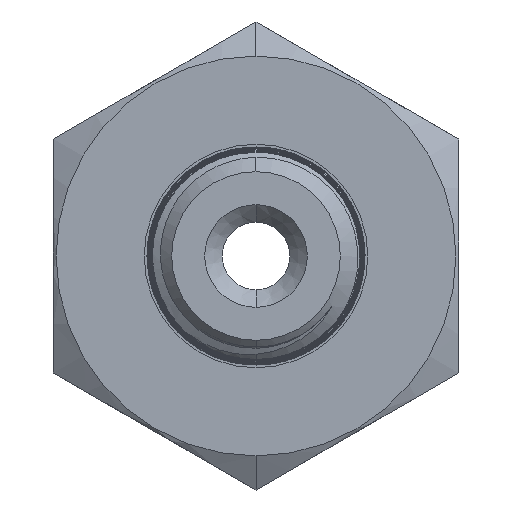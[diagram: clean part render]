
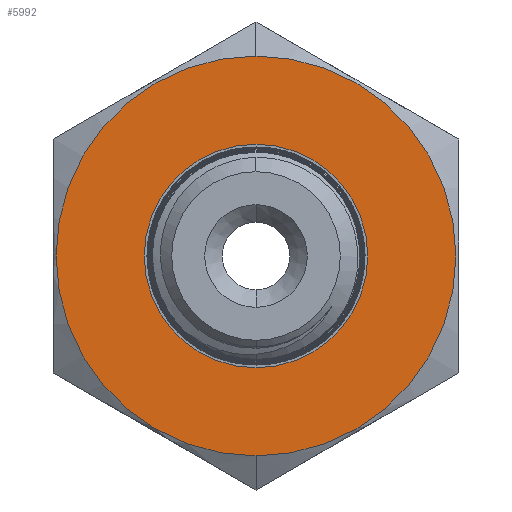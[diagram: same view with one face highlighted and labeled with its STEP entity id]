
A CAD part, left-side view. The second image highlights one B-rep face of the part: STEP entity #5992.
In plain terms, the highlighted planar face has unit normal (-1, 0, 0).
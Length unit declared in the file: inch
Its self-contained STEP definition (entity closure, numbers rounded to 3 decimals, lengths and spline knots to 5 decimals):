
#114 = CIRCLE ( 'NONE', #9390, 0.37 ) ;
#387 = DIRECTION ( 'NONE',  ( 0., -1., 0. ) ) ;
#393 = EDGE_CURVE ( 'NONE', #13127, #11154, #11264, .T. ) ;
#665 = CARTESIAN_POINT ( 'NONE',  ( -0.6325, 0., 0. ) ) ;
#1161 = CIRCLE ( 'NONE', #11817, 0.20675 ) ;
#1756 = CARTESIAN_POINT ( 'NONE',  ( -0.6325, 0., 0. ) ) ;
#1932 = DIRECTION ( 'NONE',  ( 0., 1., 0. ) ) ;
#2217 = AXIS2_PLACEMENT_3D ( 'NONE', #13531, #3941, #387 ) ;
#2689 = EDGE_CURVE ( 'NONE', #8718, #4928, #114, .T. ) ;
#3201 = EDGE_CURVE ( 'NONE', #4928, #8718, #5235, .T. ) ;
#3572 = DIRECTION ( 'NONE',  ( 1., 0., 0. ) ) ;
#3941 = DIRECTION ( 'NONE',  ( -1., 0., 0. ) ) ;
#4197 = ORIENTED_EDGE ( 'NONE', *, *, #3201, .F. ) ;
#4655 = DIRECTION ( 'NONE',  ( 0., 1., 0. ) ) ;
#4736 = CARTESIAN_POINT ( 'NONE',  ( -0.6325, 0., 0. ) ) ;
#4928 = VERTEX_POINT ( 'NONE', #11821 ) ;
#5235 = CIRCLE ( 'NONE', #12593, 0.37 ) ;
#5603 = DIRECTION ( 'NONE',  ( 1., 0., 0. ) ) ;
#5992 = ADVANCED_FACE ( 'NONE', ( #7634, #12842 ), #11152, .T. ) ;
#6014 = DIRECTION ( 'NONE',  ( 0., 1., 0. ) ) ;
#7025 = DIRECTION ( 'NONE',  ( 1., 0., 0. ) ) ;
#7042 = EDGE_CURVE ( 'NONE', #11154, #13127, #1161, .T. ) ;
#7220 = CARTESIAN_POINT ( 'NONE',  ( -0.6325, 0.20675, 0. ) ) ;
#7575 = AXIS2_PLACEMENT_3D ( 'NONE', #4736, #3572, #6014 ) ;
#7634 = FACE_BOUND ( 'NONE', #13736, .T. ) ;
#8718 = VERTEX_POINT ( 'NONE', #13634 ) ;
#9390 = AXIS2_PLACEMENT_3D ( 'NONE', #1756, #5603, #11699 ) ;
#11152 = PLANE ( 'NONE',  #2217 ) ;
#11154 = VERTEX_POINT ( 'NONE', #13712 ) ;
#11264 = CIRCLE ( 'NONE', #7575, 0.20675 ) ;
#11656 = CARTESIAN_POINT ( 'NONE',  ( -0.6325, 0., 0. ) ) ;
#11699 = DIRECTION ( 'NONE',  ( 0., 1., 0. ) ) ;
#11817 = AXIS2_PLACEMENT_3D ( 'NONE', #11656, #7025, #4655 ) ;
#11821 = CARTESIAN_POINT ( 'NONE',  ( -0.6325, -0.37, 0. ) ) ;
#12044 = EDGE_LOOP ( 'NONE', ( #12289, #4197 ) ) ;
#12289 = ORIENTED_EDGE ( 'NONE', *, *, #2689, .F. ) ;
#12331 = ORIENTED_EDGE ( 'NONE', *, *, #7042, .T. ) ;
#12593 = AXIS2_PLACEMENT_3D ( 'NONE', #665, #14062, #1932 ) ;
#12842 = FACE_OUTER_BOUND ( 'NONE', #12044, .T. ) ;
#13127 = VERTEX_POINT ( 'NONE', #7220 ) ;
#13531 = CARTESIAN_POINT ( 'NONE',  ( -0.6325, 0.20675, 0. ) ) ;
#13634 = CARTESIAN_POINT ( 'NONE',  ( -0.6325, 0.37, 0. ) ) ;
#13712 = CARTESIAN_POINT ( 'NONE',  ( -0.6325, -0.20675, 0. ) ) ;
#13736 = EDGE_LOOP ( 'NONE', ( #13950, #12331 ) ) ;
#13950 = ORIENTED_EDGE ( 'NONE', *, *, #393, .T. ) ;
#14062 = DIRECTION ( 'NONE',  ( 1., 0., 0. ) ) ;
